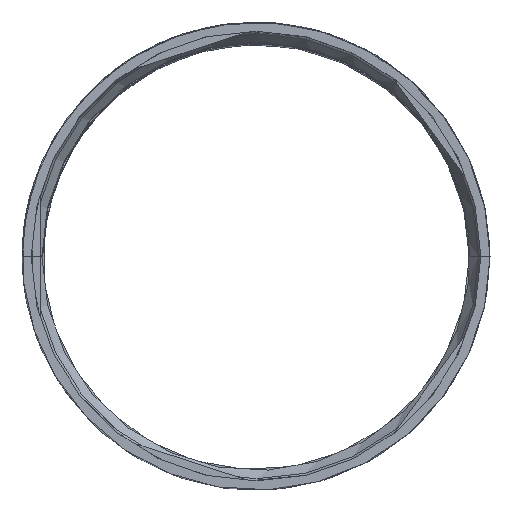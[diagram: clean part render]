
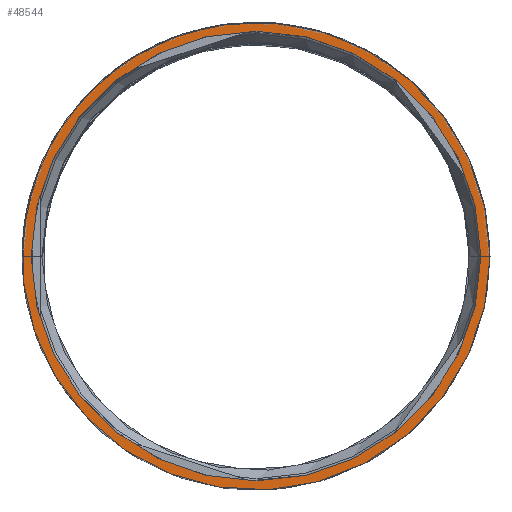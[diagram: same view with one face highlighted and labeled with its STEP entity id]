
A CAD part, top view. The second image highlights one B-rep face of the part: STEP entity #48544.
In plain terms, the highlighted planar face has unit normal (0, 0, 1).
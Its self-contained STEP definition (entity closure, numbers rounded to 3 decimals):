
#2927=FACE_BOUND('',#10035,.T.);
#4675=CIRCLE('',#52136,49.);
#4688=CIRCLE('',#52150,51.);
#7218=FACE_OUTER_BOUND('',#10034,.T.);
#10034=EDGE_LOOP('',(#40349));
#10035=EDGE_LOOP('',(#40350));
#23942=VERTEX_POINT('',#76950);
#23965=VERTEX_POINT('',#76998);
#29664=EDGE_CURVE('',#23942,#23942,#4675,.T.);
#29688=EDGE_CURVE('',#23965,#23965,#4688,.T.);
#40349=ORIENTED_EDGE('',*,*,#29688,.T.);
#40350=ORIENTED_EDGE('',*,*,#29664,.F.);
#46397=PLANE('',#52149);
#48544=ADVANCED_FACE('',(#7218,#2927),#46397,.T.);
#52136=AXIS2_PLACEMENT_3D('',#76951,#62423,#62424);
#52149=AXIS2_PLACEMENT_3D('',#76997,#62460,#62461);
#52150=AXIS2_PLACEMENT_3D('',#76999,#62462,#62463);
#62423=DIRECTION('center_axis',(0.,0.,1.));
#62424=DIRECTION('ref_axis',(-1.,0.,0.));
#62460=DIRECTION('center_axis',(0.,0.,1.));
#62461=DIRECTION('ref_axis',(0.,-1.,0.));
#62462=DIRECTION('center_axis',(0.,0.,1.));
#62463=DIRECTION('ref_axis',(-1.,0.,0.));
#76950=CARTESIAN_POINT('',(542.918,162.707,100.));
#76951=CARTESIAN_POINT('Origin',(493.918,162.707,100.));
#76997=CARTESIAN_POINT('Origin',(443.918,162.707,100.));
#76998=CARTESIAN_POINT('',(544.918,162.707,100.));
#76999=CARTESIAN_POINT('Origin',(493.918,162.707,100.));
